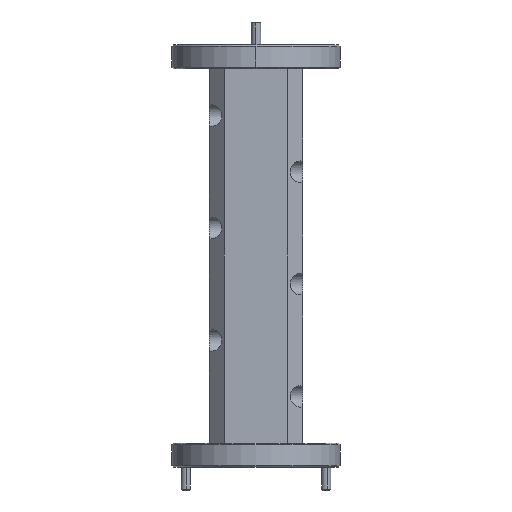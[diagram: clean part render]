
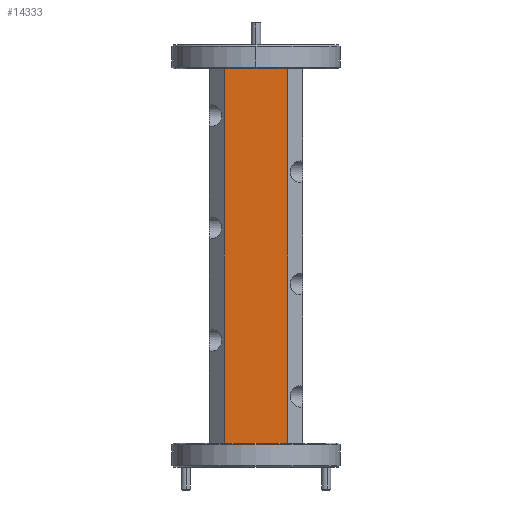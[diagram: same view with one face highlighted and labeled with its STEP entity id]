
A CAD part, left-side view. The second image highlights one B-rep face of the part: STEP entity #14333.
In plain terms, the highlighted planar face has unit normal (-1, 0, 0).
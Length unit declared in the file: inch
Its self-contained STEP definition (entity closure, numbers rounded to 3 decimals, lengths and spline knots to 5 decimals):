
#288 = ORIENTED_EDGE ( 'NONE', *, *, #1235, .T. ) ;
#1235 = EDGE_CURVE ( 'NONE', #15942, #8984, #29844, .T. ) ;
#1670 = CARTESIAN_POINT ( 'NONE',  ( -2.30622, 0.28274, 1.42637 ) ) ;
#1800 = EDGE_CURVE ( 'NONE', #5461, #15942, #17743, .T. ) ;
#2398 = EDGE_LOOP ( 'NONE', ( #4760, #8711, #288, #21794 ) ) ;
#2721 = CARTESIAN_POINT ( 'NONE',  ( -2.30622, 0.70774, -0.96363 ) ) ;
#4760 = ORIENTED_EDGE ( 'NONE', *, *, #22984, .T. ) ;
#5461 = VERTEX_POINT ( 'NONE', #2721 ) ;
#6804 = VECTOR ( 'NONE', #16890, 39.37008 ) ;
#8116 = FACE_OUTER_BOUND ( 'NONE', #2398, .T. ) ;
#8422 = DIRECTION ( 'NONE',  ( 0., -1., 0. ) ) ;
#8711 = ORIENTED_EDGE ( 'NONE', *, *, #1800, .T. ) ;
#8984 = VERTEX_POINT ( 'NONE', #28029 ) ;
#9941 = LINE ( 'NONE', #19136, #6804 ) ;
#10600 = AXIS2_PLACEMENT_3D ( 'NONE', #12158, #19103, #26050 ) ;
#11817 = VECTOR ( 'NONE', #13329, 39.37008 ) ;
#12158 = CARTESIAN_POINT ( 'NONE',  ( -2.30622, 0.49524, 1.4281 ) ) ;
#12605 = CARTESIAN_POINT ( 'NONE',  ( -2.30622, 0.49524, 1.53637 ) ) ;
#13329 = DIRECTION ( 'NONE',  ( 0., -1., 0. ) ) ;
#14083 = CARTESIAN_POINT ( 'NONE',  ( -2.30622, 0.70774, 1.53637 ) ) ;
#14333 = ADVANCED_FACE ( 'NONE', ( #8116 ), #26493, .T. ) ;
#15942 = VERTEX_POINT ( 'NONE', #16462 ) ;
#16462 = CARTESIAN_POINT ( 'NONE',  ( -2.30622, 0.28274, -0.96363 ) ) ;
#16890 = DIRECTION ( 'NONE',  ( 0., 0., -1. ) ) ;
#17743 = LINE ( 'NONE', #20274, #11817 ) ;
#18225 = VERTEX_POINT ( 'NONE', #14083 ) ;
#19103 = DIRECTION ( 'NONE',  ( -1., 0., 0. ) ) ;
#19136 = CARTESIAN_POINT ( 'NONE',  ( -2.30622, 0.70774, 1.4281 ) ) ;
#20274 = CARTESIAN_POINT ( 'NONE',  ( -2.30622, 0.49524, -0.96363 ) ) ;
#21794 = ORIENTED_EDGE ( 'NONE', *, *, #27415, .F. ) ;
#21985 = VECTOR ( 'NONE', #8422, 39.37008 ) ;
#22984 = EDGE_CURVE ( 'NONE', #18225, #5461, #9941, .T. ) ;
#26050 = DIRECTION ( 'NONE',  ( 0., -1., 0. ) ) ;
#26493 = PLANE ( 'NONE',  #10600 ) ;
#26784 = LINE ( 'NONE', #12605, #21985 ) ;
#27074 = DIRECTION ( 'NONE',  ( 0., 0., 1. ) ) ;
#27415 = EDGE_CURVE ( 'NONE', #18225, #8984, #26784, .T. ) ;
#28029 = CARTESIAN_POINT ( 'NONE',  ( -2.30622, 0.28274, 1.53637 ) ) ;
#29157 = VECTOR ( 'NONE', #27074, 39.37008 ) ;
#29844 = LINE ( 'NONE', #1670, #29157 ) ;
